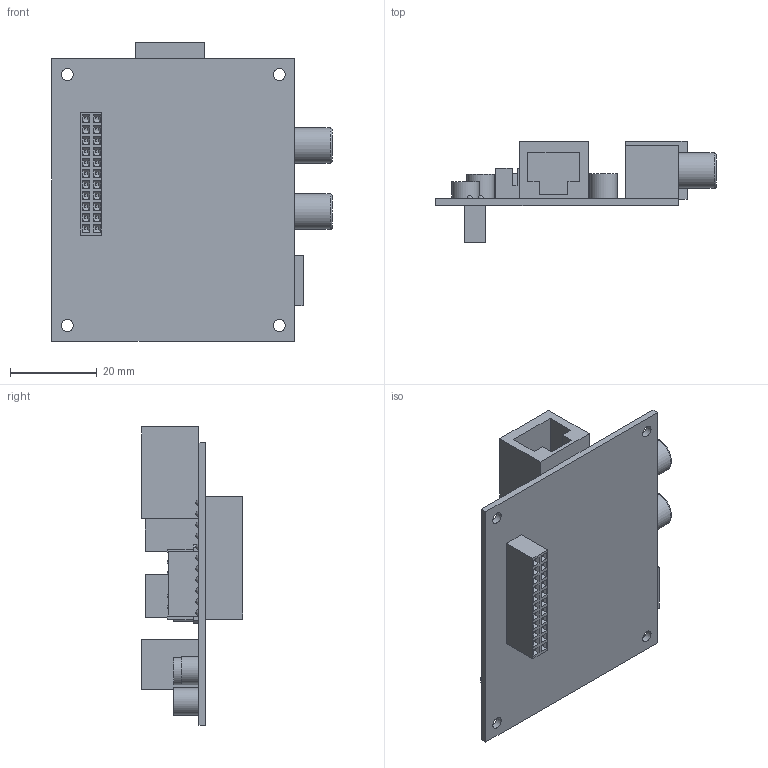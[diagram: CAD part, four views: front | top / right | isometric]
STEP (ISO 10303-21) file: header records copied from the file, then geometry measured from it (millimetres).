
FILE_DESCRIPTION(/* description */ (''),/* implementation_level */ '2;1');
FILE_NAME(/* name */ 'Rock64 ES9023 audio POT v2.step',/* time_stamp */ '2017-09-02T23:33:42+02:00',/* author */ (''),/* organization */ (''),/* preprocessor_version */ 'ST-DEVELOPER v16.13',/* originating_system */ 'Autodesk Translation Framework v6.1.1.50',/* authorisation */ '');
FILE_SCHEMA (('AUTOMOTIVE_DESIGN { 1 0 10303 214 3 1 1 }'));
Length unit declared in the file: millimetre
Products named in the file (1): Rock64 ES9023 audio POT v2
Bounding box: 64.84 x 23.4 x 68.9 mm (x, y, z)
Volume: 16979.7 mm3; surface area: 14446.2 mm2
Topology: 1 solids, 1 shells, 432 faces, 997 edges, 640 vertices
Faces by surface type: plane 369, cylinder 37, bspline 22, torus 4
Full cylindrical faces by diameter (mm): 1.27 x22, 2.75 x4, 3.4 x2, 6.3 x7, 8.2 x2
Entity records: 12778 total; most frequent: CARTESIAN_POINT 2645, ORIENTED_EDGE 1912, DIRECTION 1900, EDGE_CURVE 956, LINE 790, VECTOR 790, VERTEX_POINT 640, AXIS2_PLACEMENT_3D 555
